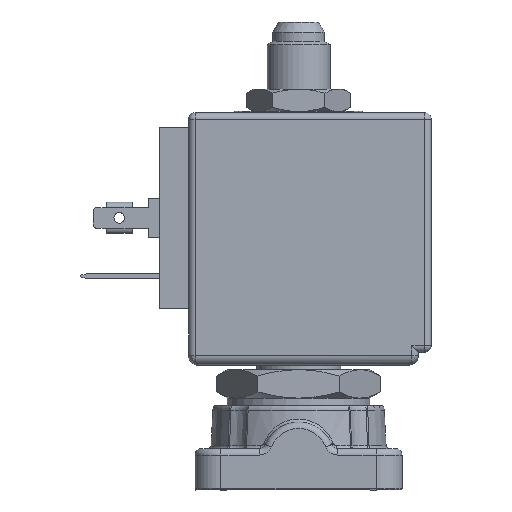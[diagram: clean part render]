
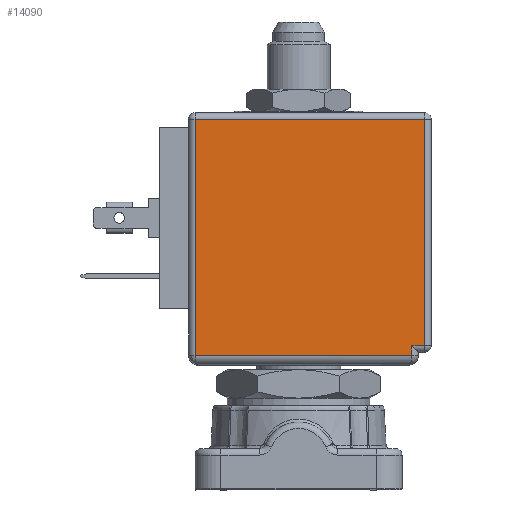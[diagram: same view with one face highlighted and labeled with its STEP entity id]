
A CAD part, front view. The second image highlights one B-rep face of the part: STEP entity #14090.
In plain terms, the highlighted face is planar.
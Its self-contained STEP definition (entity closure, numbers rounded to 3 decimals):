
#11504=DIRECTION('',(1.,0.,0.));
#11505=VECTOR('',#11504,33.5);
#11506=CARTESIAN_POINT('',(-16.,-3.5,
15.));
#11507=LINE('',#11506,#11505);
#11511=DIRECTION('',(0.,1.,0.));
#11512=VECTOR('',#11511,36.5);
#11513=CARTESIAN_POINT('',(-16.,-3.5,
15.));
#11514=LINE('',#11513,#11512);
#11518=DIRECTION('',(-1.,0.,0.));
#11519=VECTOR('',#11518,35.5);
#11520=CARTESIAN_POINT('',(19.5,33.,15.));
#11521=LINE('',#11520,#11519);
#11525=DIRECTION('',(0.,1.,0.));
#11526=VECTOR('',#11525,35.);
#11527=CARTESIAN_POINT('',(19.5,-2.,15.));
#11528=LINE('',#11527,#11526);
#11532=DIRECTION('',(1.,0.,0.));
#11533=VECTOR('',#11532,2.);
#11534=CARTESIAN_POINT('',(17.5,-2.,15.));
#11535=LINE('',#11534,#11533);
#11539=DIRECTION('',(0.,1.,0.));
#11540=VECTOR('',#11539,1.5);
#11541=CARTESIAN_POINT('',(17.5,-3.5,
15.));
#11542=LINE('',#11541,#11540);
#11620=CARTESIAN_POINT('',(17.5,-2.,15.));
#13379=CARTESIAN_POINT('',(-16.,-3.5,
15.));
#13380=CARTESIAN_POINT('',(17.5,-3.5,
15.));
#13381=VERTEX_POINT('',#13379);
#13382=VERTEX_POINT('',#13380);
#13397=CARTESIAN_POINT('',(-16.,33.,15.));
#13398=VERTEX_POINT('',#13397);
#13407=CARTESIAN_POINT('',(19.5,33.,15.));
#13408=VERTEX_POINT('',#13407);
#13421=CARTESIAN_POINT('',(19.5,-2.,15.));
#13422=VERTEX_POINT('',#13421);
#13424=VERTEX_POINT('',#11620);
#14072=CARTESIAN_POINT('',(0.,34.,15.));
#14073=DIRECTION('',(0.,0.,1.));
#14074=DIRECTION('',(1.,0.,0.));
#14075=AXIS2_PLACEMENT_3D('',#14072,#14073,#14074);
#14076=PLANE('',#14075);
#14078=ORIENTED_EDGE('',*,*,#14077,.F.);
#14079=ORIENTED_EDGE('',*,*,#14060,.T.);
#14081=ORIENTED_EDGE('',*,*,#14080,.F.);
#14083=ORIENTED_EDGE('',*,*,#14082,.F.);
#14085=ORIENTED_EDGE('',*,*,#14084,.F.);
#14087=ORIENTED_EDGE('',*,*,#14086,.F.);
#14088=EDGE_LOOP('',(#14078,#14079,#14081,#14083,#14085,#14087));
#14089=FACE_OUTER_BOUND('',#14088,.F.);
#14090=ADVANCED_FACE('',(#14089),#14076,.T.);
#14060=EDGE_CURVE('',#13381,#13398,#11514,.T.);
#14077=EDGE_CURVE('',#13381,#13382,#11507,.T.);
#14080=EDGE_CURVE('',#13408,#13398,#11521,.T.);
#14082=EDGE_CURVE('',#13422,#13408,#11528,.T.);
#14084=EDGE_CURVE('',#13424,#13422,#11535,.T.);
#14086=EDGE_CURVE('',#13382,#13424,#11542,.T.);
